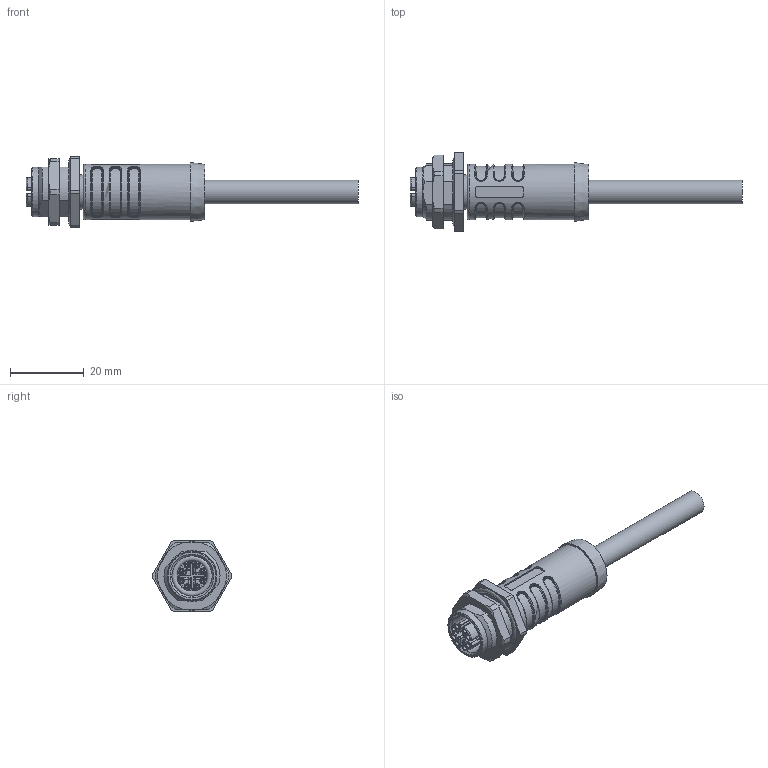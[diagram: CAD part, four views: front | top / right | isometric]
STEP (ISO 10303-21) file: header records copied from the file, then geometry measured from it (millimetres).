
FILE_DESCRIPTION(/* description */ (''),/* implementation_level */ '2;1');
FILE_NAME(/* name */ 'RA-FKFDSX8.066_S4005.stp',/* time_stamp */ '2016-09-21T08:54:20+02:00',/* author */ (''),/* organization */ (''),/* preprocessor_version */ 'ST-DEVELOPER v16',/* originating_system */ 'SIEMENS PLM Software NX 10.0',/* authorisation */ '');
FILE_SCHEMA (('AUTOMOTIVE_DESIGN { 1 0 10303 214 3 1 1 1 }'));
Length unit declared in the file: millimetre
Products named in the file (1): RA-FKFDSX8.066_S4005
Bounding box: 90 x 21.5 x 19 mm (x, y, z)
Volume: 9558.6 mm3; surface area: 5117.4 mm2
Topology: 1 solids, 1 shells, 346 faces, 869 edges, 547 vertices
Faces by surface type: cylinder 139, plane 117, torus 39, bspline 37, cone 14
Full cylindrical faces by diameter (mm): 0.725 x8, 1.3 x8, 6.4 x1, 9.4 x1, 10.92 x1, 13.4 x1, 15 x1, 15.6 x1
Entity records: 11791 total; most frequent: CARTESIAN_POINT 3724, DIRECTION 1705, ORIENTED_EDGE 1646, EDGE_CURVE 823, AXIS2_PLACEMENT_3D 676, VERTEX_POINT 531, EDGE_LOOP 414, LINE 353
